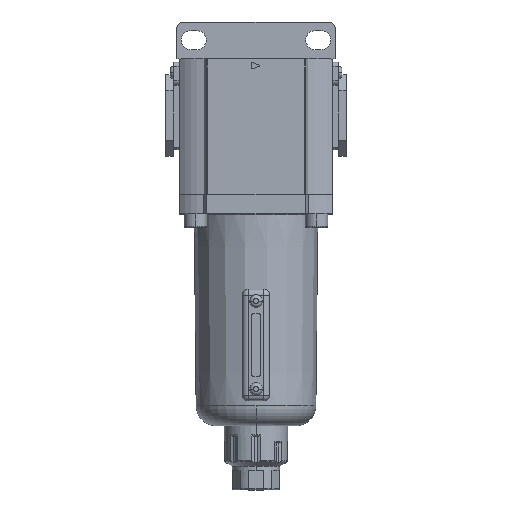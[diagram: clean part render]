
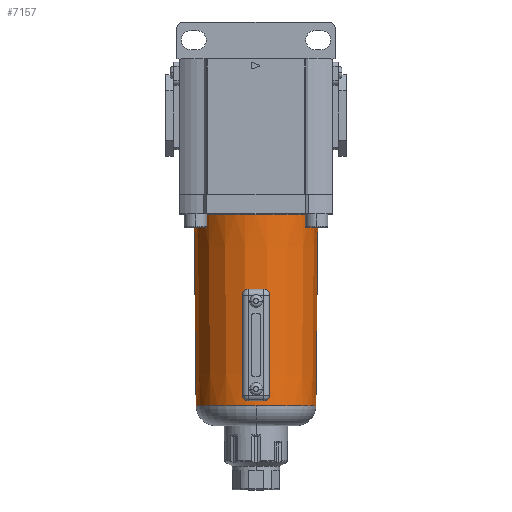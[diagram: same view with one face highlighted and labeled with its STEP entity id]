
A CAD part, top view. The second image highlights one B-rep face of the part: STEP entity #7157.
In plain terms, the highlighted conical face has half-angle 0.575 degrees and reference radius 26.41 mm.
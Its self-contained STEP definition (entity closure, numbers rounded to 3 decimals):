
#9 = ORIENTED_EDGE ( 'NONE', *, *, #3769, .F. ) ;
#87 = CONICAL_SURFACE ( 'NONE', #8497, 26.41, 0.01 ) ;
#218 = DIRECTION ( 'NONE',  ( 0., 0., -1. ) ) ;
#245 = DIRECTION ( 'NONE',  ( 0., -1., 0. ) ) ;
#263 = CARTESIAN_POINT ( 'NONE',  ( 0., -43.995, 0. ) ) ;
#370 = EDGE_CURVE ( 'NONE', #461, #8083, #9191, .T. ) ;
#461 = VERTEX_POINT ( 'NONE', #3783 ) ;
#539 = DIRECTION ( 'NONE',  ( -1., 0., 0. ) ) ;
#655 = DIRECTION ( 'NONE',  ( 0., 1., 0. ) ) ;
#675 = CARTESIAN_POINT ( 'NONE',  ( 0., -128.409, 0. ) ) ;
#721 = EDGE_CURVE ( 'NONE', #12445, #12682, #7823, .T. ) ;
#1321 = CARTESIAN_POINT ( 'NONE',  ( 0., -128.409, 26.498 ) ) ;
#1337 = DIRECTION ( 'NONE',  ( 0., 1., 0. ) ) ;
#1665 = EDGE_CURVE ( 'NONE', #8083, #6482, #12176, .T. ) ;
#2309 = ORIENTED_EDGE ( 'NONE', *, *, #12367, .T. ) ;
#2388 = CIRCLE ( 'NONE', #3313, 27.345 ) ;
#2622 = ORIENTED_EDGE ( 'NONE', *, *, #8452, .T. ) ;
#3158 = VERTEX_POINT ( 'NONE', #7159 ) ;
#3313 = AXIS2_PLACEMENT_3D ( 'NONE', #9843, #4003, #10802 ) ;
#3392 = DIRECTION ( 'NONE',  ( 0.01, 1., 0. ) ) ;
#3609 = AXIS2_PLACEMENT_3D ( 'NONE', #263, #245, #218 ) ;
#3724 = FACE_OUTER_BOUND ( 'NONE', #5748, .T. ) ;
#3769 = EDGE_CURVE ( 'NONE', #461, #12682, #7326, .T. ) ;
#3783 = CARTESIAN_POINT ( 'NONE',  ( -26.498, -128.409, 0. ) ) ;
#4003 = DIRECTION ( 'NONE',  ( 0., -1., 0. ) ) ;
#4587 = DIRECTION ( 'NONE',  ( -1., 0., 0. ) ) ;
#4744 = VECTOR ( 'NONE', #7220, 1000. ) ;
#5437 = AXIS2_PLACEMENT_3D ( 'NONE', #675, #655, #539 ) ;
#5483 = ORIENTED_EDGE ( 'NONE', *, *, #721, .T. ) ;
#5531 = AXIS2_PLACEMENT_3D ( 'NONE', #7296, #1337, #8266 ) ;
#5748 = EDGE_LOOP ( 'NONE', ( #7116, #7488, #2309, #2622, #5483, #9 ) ) ;
#6342 = VECTOR ( 'NONE', #3392, 1000. ) ;
#6482 = VERTEX_POINT ( 'NONE', #6915 ) ;
#6915 = CARTESIAN_POINT ( 'NONE',  ( 26.498, -128.409, 0. ) ) ;
#7116 = ORIENTED_EDGE ( 'NONE', *, *, #370, .T. ) ;
#7157 = ADVANCED_FACE ( 'NONE', ( #3724 ), #87, .T. ) ;
#7159 = CARTESIAN_POINT ( 'NONE',  ( 27.345, -43.995, 0. ) ) ;
#7220 = DIRECTION ( 'NONE',  ( -0.01, 1., 0. ) ) ;
#7296 = CARTESIAN_POINT ( 'NONE',  ( 0., -128.409, 0. ) ) ;
#7326 = LINE ( 'NONE', #11080, #4744 ) ;
#7488 = ORIENTED_EDGE ( 'NONE', *, *, #1665, .T. ) ;
#7518 = CARTESIAN_POINT ( 'NONE',  ( 0., -43.995, 27.345 ) ) ;
#7823 = CIRCLE ( 'NONE', #3609, 27.345 ) ;
#8083 = VERTEX_POINT ( 'NONE', #1321 ) ;
#8266 = DIRECTION ( 'NONE',  ( -1., 0., 0. ) ) ;
#8452 = EDGE_CURVE ( 'NONE', #3158, #12445, #2388, .T. ) ;
#8460 = CARTESIAN_POINT ( 'NONE',  ( 0., -137.23, 0. ) ) ;
#8497 = AXIS2_PLACEMENT_3D ( 'NONE', #8460, #10392, #4587 ) ;
#8947 = CARTESIAN_POINT ( 'NONE',  ( -27.345, -43.995, 0. ) ) ;
#9191 = CIRCLE ( 'NONE', #5437, 26.498 ) ;
#9843 = CARTESIAN_POINT ( 'NONE',  ( 0., -43.995, 0. ) ) ;
#10228 = CARTESIAN_POINT ( 'NONE',  ( 26.41, -137.23, 0. ) ) ;
#10392 = DIRECTION ( 'NONE',  ( 0., 1., 0. ) ) ;
#10802 = DIRECTION ( 'NONE',  ( 0., 0., -1. ) ) ;
#11080 = CARTESIAN_POINT ( 'NONE',  ( -26.41, -137.23, 0. ) ) ;
#11467 = LINE ( 'NONE', #10228, #6342 ) ;
#12176 = CIRCLE ( 'NONE', #5531, 26.498 ) ;
#12367 = EDGE_CURVE ( 'NONE', #6482, #3158, #11467, .T. ) ;
#12445 = VERTEX_POINT ( 'NONE', #7518 ) ;
#12682 = VERTEX_POINT ( 'NONE', #8947 ) ;
